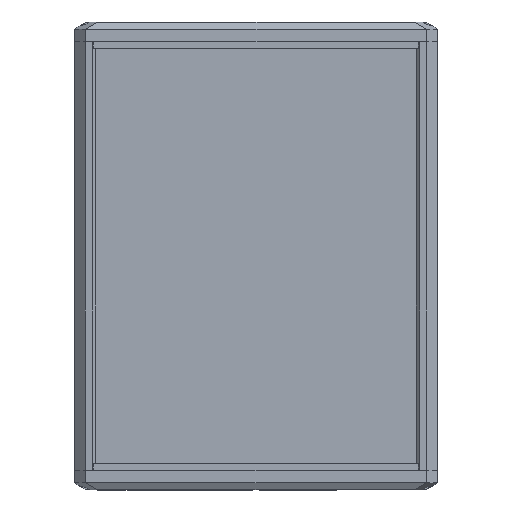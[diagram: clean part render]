
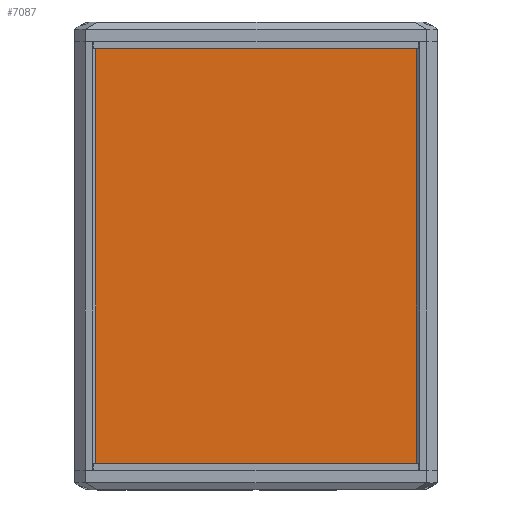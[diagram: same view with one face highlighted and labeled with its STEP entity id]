
A CAD part, top view. The second image highlights one B-rep face of the part: STEP entity #7087.
In plain terms, the highlighted face is planar.
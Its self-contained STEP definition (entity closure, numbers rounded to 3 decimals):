
#438=FACE_OUTER_BOUND('',#801,.T.);
#801=EDGE_LOOP('',(#5471,#5472,#5473,#5474));
#1620=LINE('',#10895,#2411);
#1621=LINE('',#10897,#2412);
#1622=LINE('',#10899,#2413);
#1623=LINE('',#10900,#2414);
#2411=VECTOR('',#8834,10.);
#2412=VECTOR('',#8835,10.);
#2413=VECTOR('',#8836,10.);
#2414=VECTOR('',#8837,10.);
#3108=VERTEX_POINT('',#10893);
#3109=VERTEX_POINT('',#10894);
#3110=VERTEX_POINT('',#10896);
#3111=VERTEX_POINT('',#10898);
#3963=EDGE_CURVE('',#3108,#3109,#1620,.T.);
#3964=EDGE_CURVE('',#3109,#3110,#1621,.T.);
#3965=EDGE_CURVE('',#3110,#3111,#1622,.T.);
#3966=EDGE_CURVE('',#3111,#3108,#1623,.T.);
#5471=ORIENTED_EDGE('',*,*,#3963,.T.);
#5472=ORIENTED_EDGE('',*,*,#3964,.T.);
#5473=ORIENTED_EDGE('',*,*,#3965,.T.);
#5474=ORIENTED_EDGE('',*,*,#3966,.T.);
#6788=PLANE('',#7629);
#7087=ADVANCED_FACE('',(#438),#6788,.T.);
#7629=AXIS2_PLACEMENT_3D('',#10892,#8832,#8833);
#8832=DIRECTION('center_axis',(0.,0.,-1.));
#8833=DIRECTION('ref_axis',(-1.,0.,0.));
#8834=DIRECTION('',(1.,0.,0.));
#8835=DIRECTION('',(0.,-1.,0.));
#8836=DIRECTION('',(-1.,0.,0.));
#8837=DIRECTION('',(0.,1.,0.));
#10892=CARTESIAN_POINT('Origin',(0.,0.,-1.));
#10893=CARTESIAN_POINT('',(-98.,74.4,-1.));
#10894=CARTESIAN_POINT('',(98.,74.4,-1.));
#10895=CARTESIAN_POINT('',(-98.,74.4,-1.));
#10896=CARTESIAN_POINT('',(98.,-74.4,-1.));
#10897=CARTESIAN_POINT('',(98.,74.4,-1.));
#10898=CARTESIAN_POINT('',(-98.,-74.4,-1.));
#10899=CARTESIAN_POINT('',(98.,-74.4,-1.));
#10900=CARTESIAN_POINT('',(-98.,-74.4,-1.));
